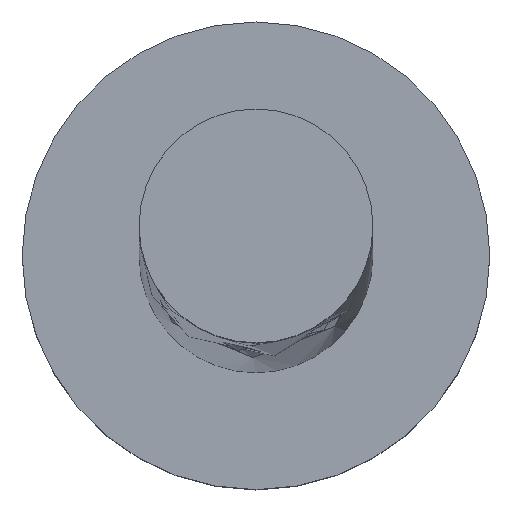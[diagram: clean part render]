
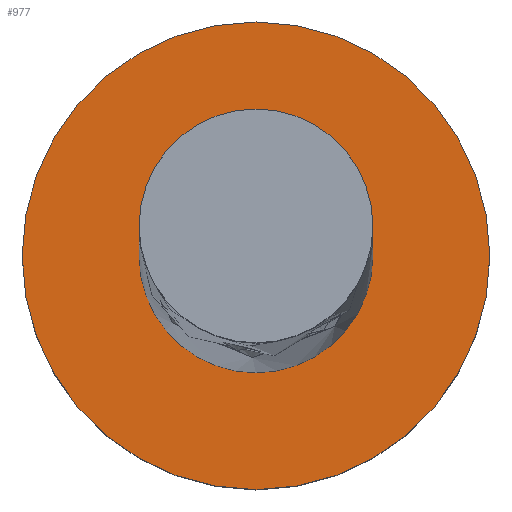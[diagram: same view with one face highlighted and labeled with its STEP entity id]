
A CAD part, top view. The second image highlights one B-rep face of the part: STEP entity #977.
In plain terms, the highlighted planar face has unit normal (0, 0, 1).
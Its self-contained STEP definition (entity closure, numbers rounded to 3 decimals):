
#14 = CIRCLE ( 'NONE', #1141, 6. ) ;
#74 = DIRECTION ( 'NONE',  ( 0., 0., 1. ) ) ;
#84 = DIRECTION ( 'NONE',  ( 1., 0., 0. ) ) ;
#211 = EDGE_LOOP ( 'NONE', ( #1345, #338 ) ) ;
#222 = EDGE_CURVE ( 'NONE', #1368, #1025, #1457, .T. ) ;
#277 = CARTESIAN_POINT ( 'NONE',  ( 0., 0., 5. ) ) ;
#338 = ORIENTED_EDGE ( 'NONE', *, *, #1560, .F. ) ;
#399 = CARTESIAN_POINT ( 'NONE',  ( -6., 0., 5. ) ) ;
#428 = DIRECTION ( 'NONE',  ( 1., 0., 0. ) ) ;
#494 = DIRECTION ( 'NONE',  ( 0., 0., 1. ) ) ;
#498 = ORIENTED_EDGE ( 'NONE', *, *, #222, .T. ) ;
#544 = DIRECTION ( 'NONE',  ( 0., 0., 1. ) ) ;
#561 = CARTESIAN_POINT ( 'NONE',  ( 0., 0., 5. ) ) ;
#695 = CARTESIAN_POINT ( 'NONE',  ( 0., 0., 5. ) ) ;
#702 = VERTEX_POINT ( 'NONE', #1354 ) ;
#749 = DIRECTION ( 'NONE',  ( 0., 0., 1. ) ) ;
#775 = CARTESIAN_POINT ( 'NONE',  ( 0., 0., 5. ) ) ;
#786 = AXIS2_PLACEMENT_3D ( 'NONE', #775, #494, #1091 ) ;
#822 = CARTESIAN_POINT ( 'NONE',  ( -3., 0., 5. ) ) ;
#882 = DIRECTION ( 'NONE',  ( 0., 0., 1. ) ) ;
#977 = ADVANCED_FACE ( 'NONE', ( #1798, #1000 ), #1645, .T. ) ;
#1000 = FACE_OUTER_BOUND ( 'NONE', #1644, .T. ) ;
#1004 = AXIS2_PLACEMENT_3D ( 'NONE', #695, #544, #1964 ) ;
#1010 = CIRCLE ( 'NONE', #1429, 3. ) ;
#1025 = VERTEX_POINT ( 'NONE', #1531 ) ;
#1091 = DIRECTION ( 'NONE',  ( 1., 0., 0. ) ) ;
#1141 = AXIS2_PLACEMENT_3D ( 'NONE', #1454, #74, #1168 ) ;
#1168 = DIRECTION ( 'NONE',  ( 1., 0., 0. ) ) ;
#1324 = ORIENTED_EDGE ( 'NONE', *, *, #1467, .T. ) ;
#1340 = CIRCLE ( 'NONE', #786, 3. ) ;
#1345 = ORIENTED_EDGE ( 'NONE', *, *, #1919, .F. ) ;
#1354 = CARTESIAN_POINT ( 'NONE',  ( 3., 0., 5. ) ) ;
#1368 = VERTEX_POINT ( 'NONE', #399 ) ;
#1429 = AXIS2_PLACEMENT_3D ( 'NONE', #561, #749, #428 ) ;
#1449 = VERTEX_POINT ( 'NONE', #822 ) ;
#1454 = CARTESIAN_POINT ( 'NONE',  ( 0., 0., 5. ) ) ;
#1457 = CIRCLE ( 'NONE', #1004, 6. ) ;
#1467 = EDGE_CURVE ( 'NONE', #1025, #1368, #14, .T. ) ;
#1531 = CARTESIAN_POINT ( 'NONE',  ( 6., 0., 5. ) ) ;
#1560 = EDGE_CURVE ( 'NONE', #702, #1449, #1010, .T. ) ;
#1644 = EDGE_LOOP ( 'NONE', ( #498, #1324 ) ) ;
#1645 = PLANE ( 'NONE',  #1776 ) ;
#1776 = AXIS2_PLACEMENT_3D ( 'NONE', #277, #882, #84 ) ;
#1798 = FACE_BOUND ( 'NONE', #211, .T. ) ;
#1919 = EDGE_CURVE ( 'NONE', #1449, #702, #1340, .T. ) ;
#1964 = DIRECTION ( 'NONE',  ( 1., 0., 0. ) ) ;
